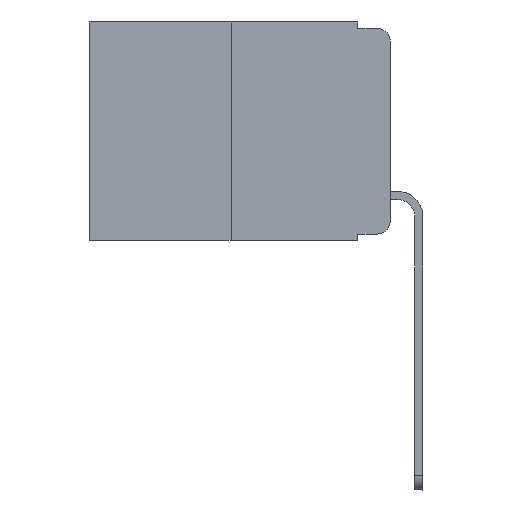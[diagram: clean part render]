
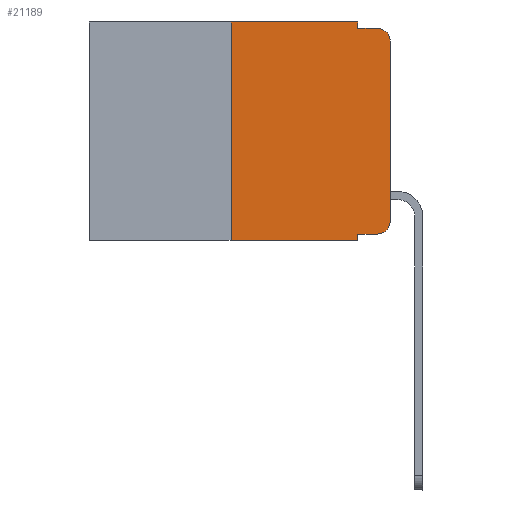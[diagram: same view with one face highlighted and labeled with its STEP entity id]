
A CAD part, left-side view. The second image highlights one B-rep face of the part: STEP entity #21189.
In plain terms, the highlighted planar face has unit normal (-1, 0, 0).
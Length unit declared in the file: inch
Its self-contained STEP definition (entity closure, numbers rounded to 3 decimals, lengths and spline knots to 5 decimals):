
#9 = CIRCLE ( 'NONE', #21491, 0.02 ) ;
#404 = VERTEX_POINT ( 'NONE', #21348 ) ;
#411 = EDGE_CURVE ( 'NONE', #11054, #404, #9, .T. ) ;
#637 = LINE ( 'NONE', #16130, #18220 ) ;
#832 = DIRECTION ( 'NONE',  ( 1., 0., 0. ) ) ;
#1056 = ORIENTED_EDGE ( 'NONE', *, *, #16622, .F. ) ;
#1265 = PLANE ( 'NONE',  #14911 ) ;
#1351 = CARTESIAN_POINT ( 'NONE',  ( 0., 0.051, -0.343 ) ) ;
#1434 = ORIENTED_EDGE ( 'NONE', *, *, #9008, .T. ) ;
#1456 = DIRECTION ( 'NONE',  ( 0., -1., 0. ) ) ;
#1604 = CARTESIAN_POINT ( 'NONE',  ( 0., 0.25, 0. ) ) ;
#1812 = CARTESIAN_POINT ( 'NONE',  ( 0., 0., 0. ) ) ;
#2012 = LINE ( 'NONE', #19398, #16379 ) ;
#2141 = ORIENTED_EDGE ( 'NONE', *, *, #5007, .T. ) ;
#2284 = VECTOR ( 'NONE', #1456, 39.37008 ) ;
#3518 = VECTOR ( 'NONE', #21360, 39.37008 ) ;
#3763 = CARTESIAN_POINT ( 'NONE',  ( 0., 0.02, -0.03 ) ) ;
#4211 = CARTESIAN_POINT ( 'NONE',  ( 0., 0.25, 0. ) ) ;
#4301 = ORIENTED_EDGE ( 'NONE', *, *, #9209, .F. ) ;
#4469 = VERTEX_POINT ( 'NONE', #13780 ) ;
#5007 = EDGE_CURVE ( 'NONE', #7601, #11054, #5737, .T. ) ;
#5008 = CARTESIAN_POINT ( 'NONE',  ( 0., 0.051, 0. ) ) ;
#5190 = LINE ( 'NONE', #1812, #18042 ) ;
#5737 = LINE ( 'NONE', #12584, #14968 ) ;
#5878 = DIRECTION ( 'NONE',  ( -1., 0., 0. ) ) ;
#5918 = EDGE_CURVE ( 'NONE', #13600, #21836, #637, .T. ) ;
#7601 = VERTEX_POINT ( 'NONE', #17674 ) ;
#8189 = CARTESIAN_POINT ( 'NONE',  ( 0., 0., -0.03 ) ) ;
#8757 = DIRECTION ( 'NONE',  ( 0., -1., 0. ) ) ;
#9008 = EDGE_CURVE ( 'NONE', #404, #9179, #5190, .T. ) ;
#9038 = CARTESIAN_POINT ( 'NONE',  ( 0., 0.051, 0. ) ) ;
#9179 = VERTEX_POINT ( 'NONE', #8189 ) ;
#9209 = EDGE_CURVE ( 'NONE', #10131, #12845, #18407, .T. ) ;
#9494 = DIRECTION ( 'NONE',  ( 0., -1., 0. ) ) ;
#9533 = CARTESIAN_POINT ( 'NONE',  ( 0., 0.473, 0. ) ) ;
#9578 = FACE_OUTER_BOUND ( 'NONE', #21366, .T. ) ;
#10131 = VERTEX_POINT ( 'NONE', #1604 ) ;
#10522 = LINE ( 'NONE', #12083, #18665 ) ;
#10668 = DIRECTION ( 'NONE',  ( 0., 0., 1. ) ) ;
#10820 = DIRECTION ( 'NONE',  ( 0., 0., -1. ) ) ;
#11054 = VERTEX_POINT ( 'NONE', #13883 ) ;
#11154 = CARTESIAN_POINT ( 'NONE',  ( 0., 0.02, -0.313 ) ) ;
#11878 = AXIS2_PLACEMENT_3D ( 'NONE', #3763, #5878, #10820 ) ;
#12083 = CARTESIAN_POINT ( 'NONE',  ( 0., 0.051, 0. ) ) ;
#12393 = DIRECTION ( 'NONE',  ( -1., 0., 0. ) ) ;
#12462 = ORIENTED_EDGE ( 'NONE', *, *, #22012, .F. ) ;
#12584 = CARTESIAN_POINT ( 'NONE',  ( 0., 0.051, -0.333 ) ) ;
#12845 = VERTEX_POINT ( 'NONE', #5008 ) ;
#12921 = EDGE_CURVE ( 'NONE', #12845, #4469, #21347, .T. ) ;
#12922 = CARTESIAN_POINT ( 'NONE',  ( 0., 0.25, -0.343 ) ) ;
#12926 = EDGE_CURVE ( 'NONE', #9179, #20325, #21533, .T. ) ;
#13162 = CARTESIAN_POINT ( 'NONE',  ( 0., 0.473, 0. ) ) ;
#13600 = VERTEX_POINT ( 'NONE', #12922 ) ;
#13780 = CARTESIAN_POINT ( 'NONE',  ( 0., 0.051, -0.01 ) ) ;
#13883 = CARTESIAN_POINT ( 'NONE',  ( 0., 0.02, -0.333 ) ) ;
#14193 = DIRECTION ( 'NONE',  ( 0., 0., -1. ) ) ;
#14634 = DIRECTION ( 'NONE',  ( 0., 0., -1. ) ) ;
#14911 = AXIS2_PLACEMENT_3D ( 'NONE', #13162, #832, #14634 ) ;
#14968 = VECTOR ( 'NONE', #19422, 39.37008 ) ;
#16130 = CARTESIAN_POINT ( 'NONE',  ( 0., 0.473, -0.343 ) ) ;
#16379 = VECTOR ( 'NONE', #8757, 39.37008 ) ;
#16438 = LINE ( 'NONE', #4211, #3518 ) ;
#16622 = EDGE_CURVE ( 'NONE', #13600, #10131, #16438, .T. ) ;
#16951 = ORIENTED_EDGE ( 'NONE', *, *, #411, .T. ) ;
#17239 = VECTOR ( 'NONE', #17760, 39.37008 ) ;
#17674 = CARTESIAN_POINT ( 'NONE',  ( 0., 0.051, -0.333 ) ) ;
#17760 = DIRECTION ( 'NONE',  ( 0., 0., -1. ) ) ;
#18034 = CARTESIAN_POINT ( 'NONE',  ( 0., 0.02, -0.01 ) ) ;
#18042 = VECTOR ( 'NONE', #10668, 39.37008 ) ;
#18220 = VECTOR ( 'NONE', #9494, 39.37008 ) ;
#18407 = LINE ( 'NONE', #9533, #2284 ) ;
#18665 = VECTOR ( 'NONE', #19042, 39.37008 ) ;
#19042 = DIRECTION ( 'NONE',  ( 0., 0., -1. ) ) ;
#19398 = CARTESIAN_POINT ( 'NONE',  ( 0., 0.051, -0.01 ) ) ;
#19422 = DIRECTION ( 'NONE',  ( 0., -1., 0. ) ) ;
#19476 = EDGE_CURVE ( 'NONE', #7601, #21836, #10522, .T. ) ;
#19766 = ORIENTED_EDGE ( 'NONE', *, *, #12926, .T. ) ;
#20325 = VERTEX_POINT ( 'NONE', #18034 ) ;
#21120 = ORIENTED_EDGE ( 'NONE', *, *, #5918, .T. ) ;
#21189 = ADVANCED_FACE ( 'NONE', ( #9578 ), #1265, .F. ) ;
#21347 = LINE ( 'NONE', #9038, #17239 ) ;
#21348 = CARTESIAN_POINT ( 'NONE',  ( 0., 0., -0.313 ) ) ;
#21360 = DIRECTION ( 'NONE',  ( 0., 0., 1. ) ) ;
#21366 = EDGE_LOOP ( 'NONE', ( #1434, #19766, #12462, #22063, #4301, #1056, #21120, #21516, #2141, #16951 ) ) ;
#21491 = AXIS2_PLACEMENT_3D ( 'NONE', #11154, #12393, #14193 ) ;
#21516 = ORIENTED_EDGE ( 'NONE', *, *, #19476, .F. ) ;
#21533 = CIRCLE ( 'NONE', #11878, 0.02 ) ;
#21836 = VERTEX_POINT ( 'NONE', #1351 ) ;
#22012 = EDGE_CURVE ( 'NONE', #4469, #20325, #2012, .T. ) ;
#22063 = ORIENTED_EDGE ( 'NONE', *, *, #12921, .F. ) ;
